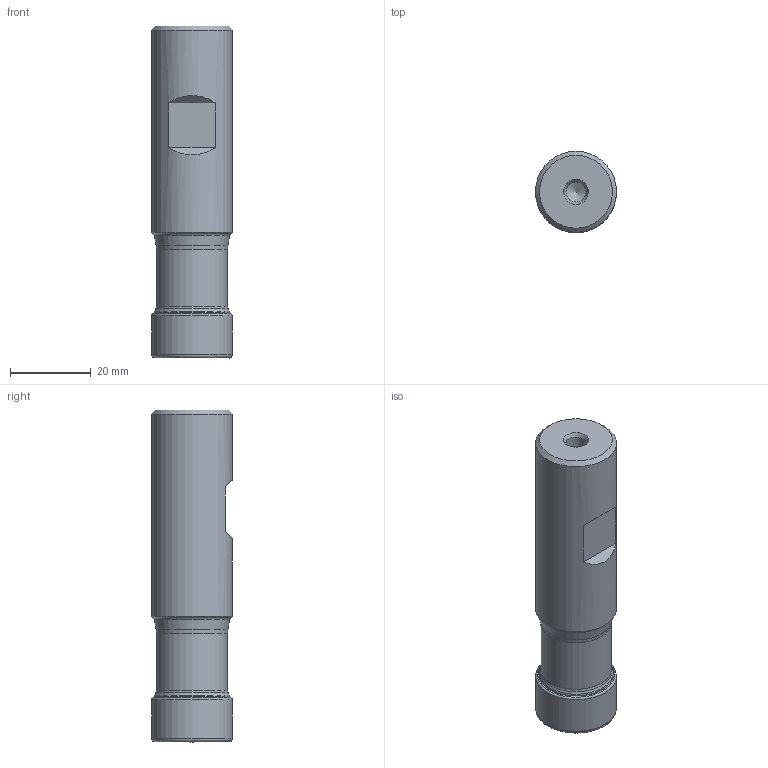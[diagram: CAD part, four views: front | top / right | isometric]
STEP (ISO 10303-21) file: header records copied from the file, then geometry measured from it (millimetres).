
FILE_DESCRIPTION(/* description */ (''),/* implementation_level */ '2;1');
FILE_NAME(/* name */ '202753532ndi000_00.stp',/* time_stamp */ '2019-12-12T11:49:10+01:00',/* author */ (''),/* organization */ (''),/* preprocessor_version */ 'ST-DEVELOPER v16.7',/* originating_system */ 'SIEMENS PLM Software NX 12.0',/* authorisation */ '');
FILE_SCHEMA (('AUTOMOTIVE_DESIGN { 1 0 10303 214 3 1 1 1 }'));
Length unit declared in the file: millimetre
Products named in the file (1): mp545C2C59B8eavf
Bounding box: 20 x 20 x 82 mm (x, y, z)
Volume: 25372.6 mm3; surface area: 7636.7 mm2
Topology: 2 solids, 2 shells, 47 faces, 97 edges, 54 vertices
Faces by surface type: revolution 19, cone 11, torus 7, plane 6, cylinder 4
Full cylindrical faces by diameter (mm): 5 x1, 17.543 x1, 18.543 x1, 20 x1
Entity records: 1192 total; most frequent: CARTESIAN_POINT 346, DIRECTION 167, ORIENTED_EDGE 98, EDGE_LOOP 90, FACE_BOUND 87, AXIS2_PLACEMENT_3D 72, EDGE_CURVE 49, VERTEX_POINT 48
